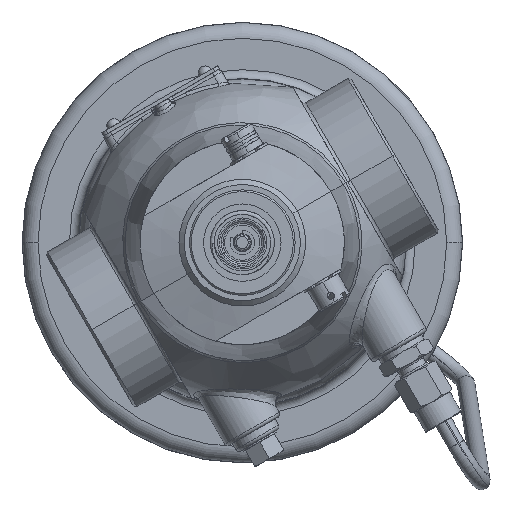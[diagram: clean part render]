
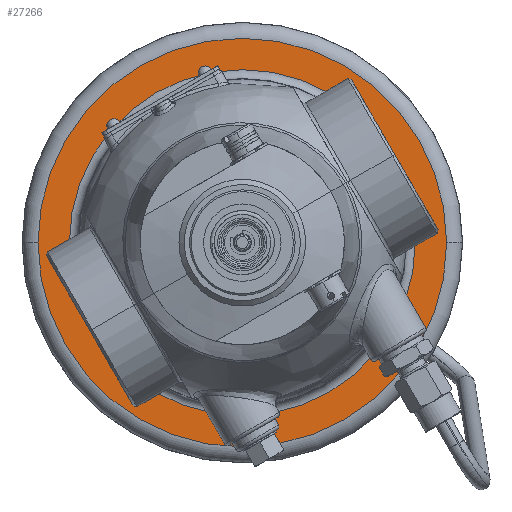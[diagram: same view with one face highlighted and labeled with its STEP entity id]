
A CAD part, left-side view. The second image highlights one B-rep face of the part: STEP entity #27266.
In plain terms, the highlighted planar face has unit normal (-1, 0, 0).
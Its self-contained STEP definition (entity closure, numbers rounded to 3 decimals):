
#7987=CARTESIAN_POINT('',(-2.5,0.,0.));
#7988=DIRECTION('',(1.,0.,0.));
#7989=DIRECTION('',(0.,1.,0.));
#7990=AXIS2_PLACEMENT_3D('',#7987,#7988,#7989);
#7992=CARTESIAN_POINT('',(-2.5,0.,0.));
#7993=DIRECTION('',(-1.,0.,0.));
#7994=DIRECTION('',(0.,1.,0.));
#7995=AXIS2_PLACEMENT_3D('',#7992,#7993,#7994);
#8007=CARTESIAN_POINT('',(-2.5,0.,0.));
#8008=DIRECTION('',(-1.,0.,0.));
#8009=DIRECTION('',(0.,1.,0.));
#8010=AXIS2_PLACEMENT_3D('',#8007,#8008,#8009);
#8012=CARTESIAN_POINT('',(-2.5,0.,0.));
#8013=DIRECTION('',(1.,0.,0.));
#8014=DIRECTION('',(0.,1.,0.));
#8015=AXIS2_PLACEMENT_3D('',#8012,#8013,#8014);
#12671=CARTESIAN_POINT('',(-2.5,58.05,0.));
#12673=VERTEX_POINT('',#12671);
#12674=CARTESIAN_POINT('',(-2.5,49.137,0.));
#12676=VERTEX_POINT('',#12674);
#12703=CARTESIAN_POINT('',(-2.5,-58.05,0.));
#12705=VERTEX_POINT('',#12703);
#12706=CARTESIAN_POINT('',(-2.5,-49.137,0.));
#12708=VERTEX_POINT('',#12706);
#27251=CARTESIAN_POINT('',(-2.5,0.,0.));
#27252=DIRECTION('',(1.,0.,0.));
#27253=DIRECTION('',(0.,-1.,0.));
#27254=AXIS2_PLACEMENT_3D('',#27251,#27252,#27253);
#27255=PLANE('',#27254);
#27256=ORIENTED_EDGE('',*,*,#27233,.T.);
#27257=ORIENTED_EDGE('',*,*,#27244,.F.);
#27258=EDGE_LOOP('',(#27256,#27257));
#27259=FACE_OUTER_BOUND('',#27258,.F.);
#27261=ORIENTED_EDGE('',*,*,#27260,.T.);
#27263=ORIENTED_EDGE('',*,*,#27262,.F.);
#27264=EDGE_LOOP('',(#27261,#27263));
#27265=FACE_BOUND('',#27264,.F.);
#27266=ADVANCED_FACE('',(#27259,#27265),#27255,.F.);
#7991=CIRCLE('',#7990,58.05);
#7996=CIRCLE('',#7995,58.05);
#8011=CIRCLE('',#8010,49.137);
#8016=CIRCLE('',#8015,49.137);
#27233=EDGE_CURVE('',#12673,#12705,#7991,.T.);
#27244=EDGE_CURVE('',#12673,#12705,#7996,.T.);
#27260=EDGE_CURVE('',#12676,#12708,#8011,.T.);
#27262=EDGE_CURVE('',#12676,#12708,#8016,.T.);
